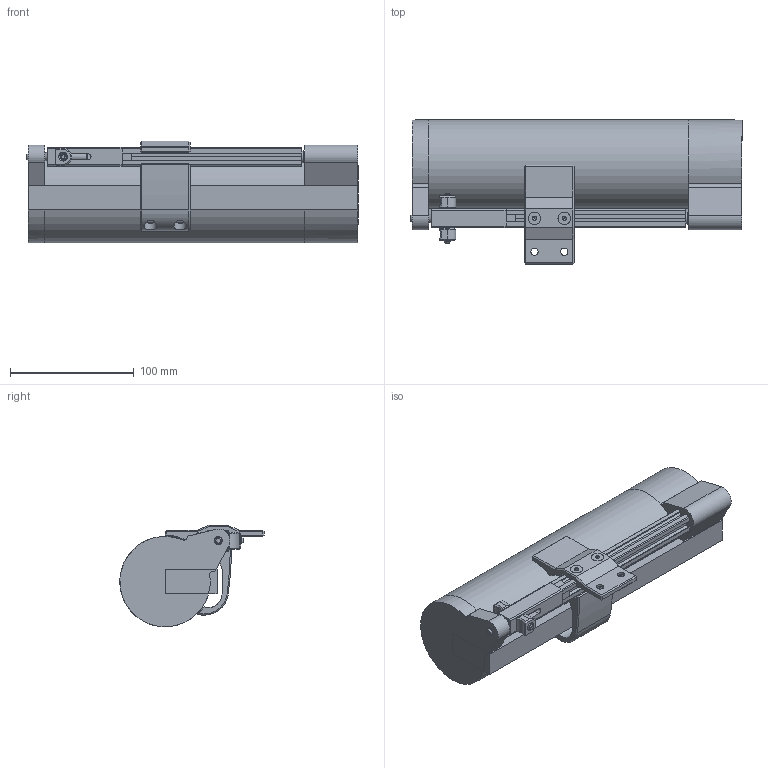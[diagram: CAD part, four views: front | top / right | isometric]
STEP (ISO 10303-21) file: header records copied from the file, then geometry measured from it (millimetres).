
FILE_DESCRIPTION(('FreeCAD Model'),'2;1');
FILE_NAME('Open CASCADE Shape Model','2024-04-08T17:43:59',(''),(''), 'Open CASCADE STEP processor 7.6','FreeCAD','Unknown');
FILE_SCHEMA(('AUTOMOTIVE_DESIGN { 1 0 10303 214 1 1 1 1 }'));
Length unit declared in the file: millimetre
Products named in the file (27): stinger; Part; stinger mount; x-profile; lock; mech_part; handle004; cilinder; handle003; handle_plug; handle_plug001; M5x10-Screw001; profile meshed005; sight mount top; mount001; fasteners; M5x8-Screw001; M5x8-Screw; DIN T M6; DIN T M007; sight mount bot; mount002; fasteners001; M5x8-Screw002; M5x8-Screw003; DIN T M008; DIN T M009
Assembly tree (26 placements, depth 5):
  stinger
    Part
      stinger mount
    x-profile
      lock
        mech_part
        handle004
          cilinder
          handle003
          handle_plug
          handle_plug001
      M5x10-Screw001
      profile meshed005
    sight mount top
      mount001
      fasteners
        M5x8-Screw001
        M5x8-Screw
        DIN T M6
        DIN T M007
    sight mount bot
      mount002
      fasteners001
        M5x8-Screw002
        M5x8-Screw003
        DIN T M008
        DIN T M009
Bounding box: 268 x 116.5 x 81.95 mm (x, y, z)
Volume: 1246519.5 mm3; surface area: 126740.4 mm2
Topology: 21 solids, 21 shells, 675 faces, 1585 edges, 952 vertices
Faces by surface type: plane 372, bspline 140, cylinder 105, cone 52, revolution 6
Full cylindrical faces by diameter (mm): 4 x1, 5 x37, 5.5 x5, 5.8 x1, 6 x2, 6.5 x2, 7.8 x1, 8 x1, 9.5 x1, 10 x4, 10.1 x2
Entity records: 34026 total; most frequent: CARTESIAN_POINT 19021, ORIENTED_EDGE 3168, DIRECTION 2631, EDGE_CURVE 1584, VERTEX_POINT 952, LINE 907, VECTOR 907, AXIS2_PLACEMENT_3D 859
